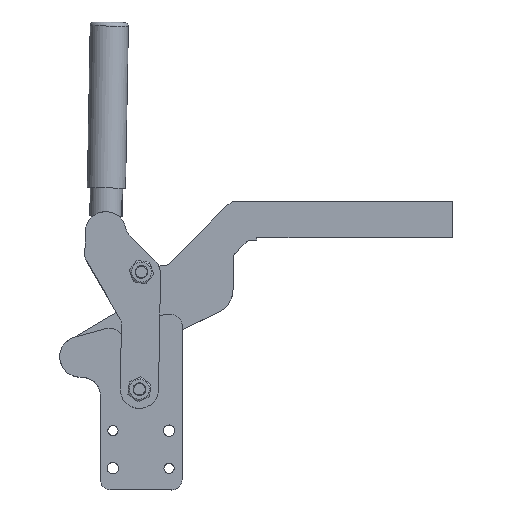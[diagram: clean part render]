
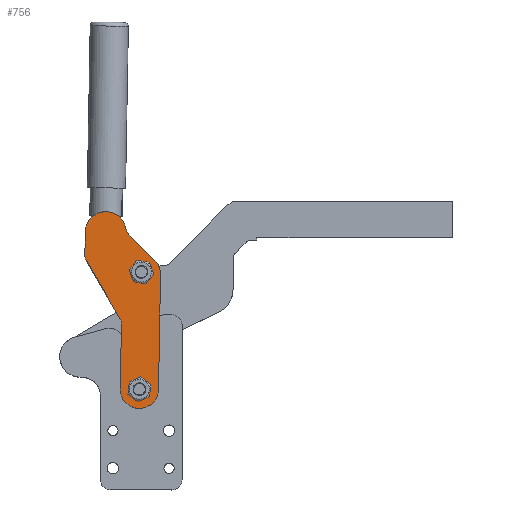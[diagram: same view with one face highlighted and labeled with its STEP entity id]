
A CAD part, top view. The second image highlights one B-rep face of the part: STEP entity #756.
In plain terms, the highlighted planar face has unit normal (0, 0, 1).
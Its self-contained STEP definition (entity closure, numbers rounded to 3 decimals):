
#550=AXIS2_PLACEMENT_3D('Circle Axis2P3D',#548,#549,$) ;
#576=AXIS2_PLACEMENT_3D('Circle Axis2P3D',#574,#575,$) ;
#591=AXIS2_PLACEMENT_3D('Plane Axis2P3D',#588,#589,#590) ;
#595=AXIS2_PLACEMENT_3D('Circle Axis2P3D',#593,#594,$) ;
#666=AXIS2_PLACEMENT_3D('Circle Axis2P3D',#664,#665,$) ;
#740=AXIS2_PLACEMENT_3D('Circle Axis2P3D',#738,#739,$) ;
#749=AXIS2_PLACEMENT_3D('Circle Axis2P3D',#747,#748,$) ;
#545=CARTESIAN_POINT('Vertex',(-14.805,629.585,69.55)) ;
#548=CARTESIAN_POINT('Axis2P3D Location',(-19.625,623.453,69.55)) ;
#552=CARTESIAN_POINT('Vertex',(-24.444,617.32,69.55)) ;
#574=CARTESIAN_POINT('Axis2P3D Location',(-19.625,623.453,69.55)) ;
#588=CARTESIAN_POINT('Axis2P3D Location',(-29.409,595.64,69.55)) ;
#593=CARTESIAN_POINT('Axis2P3D Location',(-45.352,582.398,69.55)) ;
#597=CARTESIAN_POINT('Vertex',(-35.353,582.222,69.55)) ;
#599=CARTESIAN_POINT('Vertex',(-36.699,587.412,69.55)) ;
#602=CARTESIAN_POINT('Line Origine',(-35.797,557.017,69.55)) ;
#606=CARTESIAN_POINT('Vertex',(-36.242,531.811,69.55)) ;
#610=CARTESIAN_POINT('Control Point',(-6.246,531.283,69.55)) ;
#611=CARTESIAN_POINT('Control Point',(-6.273,529.765,69.55)) ;
#612=CARTESIAN_POINT('Control Point',(-6.492,528.251,69.55)) ;
#613=CARTESIAN_POINT('Control Point',(-6.902,526.772,69.55)) ;
#614=CARTESIAN_POINT('Control Point',(-8.087,523.951,69.55)) ;
#615=CARTESIAN_POINT('Control Point',(-9.937,521.514,69.55)) ;
#616=CARTESIAN_POINT('Control Point',(-11.013,520.42,69.55)) ;
#617=CARTESIAN_POINT('Control Point',(-13.417,518.527,69.55)) ;
#618=CARTESIAN_POINT('Control Point',(-16.217,517.292,69.55)) ;
#619=CARTESIAN_POINT('Control Point',(-17.688,516.855,69.55)) ;
#620=CARTESIAN_POINT('Control Point',(-20.708,516.365,69.55)) ;
#621=CARTESIAN_POINT('Control Point',(-23.755,516.641,69.55)) ;
#622=CARTESIAN_POINT('Control Point',(-25.254,516.973,69.55)) ;
#623=CARTESIAN_POINT('Control Point',(-28.133,518.007,69.55)) ;
#624=CARTESIAN_POINT('Control Point',(-30.665,519.726,69.55)) ;
#625=CARTESIAN_POINT('Control Point',(-31.815,520.742,69.55)) ;
#626=CARTESIAN_POINT('Control Point',(-33.832,523.042,69.55)) ;
#627=CARTESIAN_POINT('Control Point',(-35.214,525.773,69.55)) ;
#628=CARTESIAN_POINT('Control Point',(-35.727,527.219,69.55)) ;
#629=CARTESIAN_POINT('Control Point',(-36.12,529.027,69.55)) ;
#630=CARTESIAN_POINT('Control Point',(-36.233,530.859,69.55)) ;
#631=CARTESIAN_POINT('Control Point',(-36.244,531.177,69.55)) ;
#632=CARTESIAN_POINT('Control Point',(-36.247,531.494,69.55)) ;
#633=CARTESIAN_POINT('Control Point',(-36.242,531.811,69.55)) ;
#634=CARTESIAN_POINT('Vertex',(-6.246,531.283,69.55)) ;
#637=CARTESIAN_POINT('Line Origine',(-5.452,576.353,69.55)) ;
#641=CARTESIAN_POINT('Vertex',(-4.658,621.422,69.55)) ;
#645=CARTESIAN_POINT('Control Point',(-9.029,632.273,69.55)) ;
#646=CARTESIAN_POINT('Control Point',(-7.958,631.198,69.55)) ;
#647=CARTESIAN_POINT('Control Point',(-7.022,629.987,69.55)) ;
#648=CARTESIAN_POINT('Control Point',(-6.246,628.663,69.55)) ;
#649=CARTESIAN_POINT('Control Point',(-5.295,626.435,69.55)) ;
#650=CARTESIAN_POINT('Control Point',(-4.807,624.075,69.55)) ;
#651=CARTESIAN_POINT('Control Point',(-4.692,623.194,69.55)) ;
#652=CARTESIAN_POINT('Control Point',(-4.642,622.308,69.55)) ;
#653=CARTESIAN_POINT('Control Point',(-4.658,621.422,69.55)) ;
#654=CARTESIAN_POINT('Vertex',(-9.029,632.273,69.55)) ;
#657=CARTESIAN_POINT('Line Origine',(-18.611,641.892,69.55)) ;
#661=CARTESIAN_POINT('Vertex',(-28.193,651.511,69.55)) ;
#664=CARTESIAN_POINT('Axis2P3D Location',(-17.566,662.097,69.55)) ;
#668=CARTESIAN_POINT('Vertex',(-32.155,658.606,69.55)) ;
#672=CARTESIAN_POINT('Control Point',(-63.713,655.164,69.55)) ;
#673=CARTESIAN_POINT('Control Point',(-63.685,656.732,69.55)) ;
#674=CARTESIAN_POINT('Control Point',(-63.466,658.296,69.55)) ;
#675=CARTESIAN_POINT('Control Point',(-63.055,659.825,69.55)) ;
#676=CARTESIAN_POINT('Control Point',(-61.866,662.752,69.55)) ;
#677=CARTESIAN_POINT('Control Point',(-60.007,665.305,69.55)) ;
#678=CARTESIAN_POINT('Control Point',(-58.925,666.462,69.55)) ;
#679=CARTESIAN_POINT('Control Point',(-56.499,668.485,69.55)) ;
#680=CARTESIAN_POINT('Control Point',(-53.657,669.863,69.55)) ;
#681=CARTESIAN_POINT('Control Point',(-52.158,670.374,69.55)) ;
#682=CARTESIAN_POINT('Control Point',(-49.065,671.018,69.55)) ;
#683=CARTESIAN_POINT('Control Point',(-45.909,670.897,69.55)) ;
#684=CARTESIAN_POINT('Control Point',(-44.346,670.642,69.55)) ;
#685=CARTESIAN_POINT('Control Point',(-41.314,669.756,69.55)) ;
#686=CARTESIAN_POINT('Control Point',(-38.586,668.163,69.55)) ;
#687=CARTESIAN_POINT('Control Point',(-37.327,667.203,69.55)) ;
#688=CARTESIAN_POINT('Control Point',(-35.185,665.108,69.55)) ;
#689=CARTESIAN_POINT('Control Point',(-33.583,662.581,69.55)) ;
#690=CARTESIAN_POINT('Control Point',(-32.96,661.306,69.55)) ;
#691=CARTESIAN_POINT('Control Point',(-32.482,659.974,69.55)) ;
#692=CARTESIAN_POINT('Control Point',(-32.155,658.606,69.55)) ;
#693=CARTESIAN_POINT('Vertex',(-63.713,655.164,69.55)) ;
#696=CARTESIAN_POINT('Line Origine',(-63.869,646.3,69.55)) ;
#700=CARTESIAN_POINT('Vertex',(-64.025,637.435,69.55)) ;
#704=CARTESIAN_POINT('Control Point',(-62.679,632.246,69.55)) ;
#705=CARTESIAN_POINT('Control Point',(-63.145,633.05,69.55)) ;
#706=CARTESIAN_POINT('Control Point',(-63.518,633.908,69.55)) ;
#707=CARTESIAN_POINT('Control Point',(-63.788,634.806,69.55)) ;
#708=CARTESIAN_POINT('Control Point',(-63.98,635.882,69.55)) ;
#709=CARTESIAN_POINT('Control Point',(-64.024,636.967,69.55)) ;
#710=CARTESIAN_POINT('Control Point',(-64.028,637.123,69.55)) ;
#711=CARTESIAN_POINT('Control Point',(-64.028,637.279,69.55)) ;
#712=CARTESIAN_POINT('Control Point',(-64.025,637.435,69.55)) ;
#713=CARTESIAN_POINT('Vertex',(-62.679,632.246,69.55)) ;
#716=CARTESIAN_POINT('Line Origine',(-49.689,609.829,69.55)) ;
#738=CARTESIAN_POINT('Axis2P3D Location',(-21.244,531.547,69.55)) ;
#742=CARTESIAN_POINT('Vertex',(-22.15,523.8,69.55)) ;
#744=CARTESIAN_POINT('Vertex',(-20.338,539.294,69.55)) ;
#747=CARTESIAN_POINT('Axis2P3D Location',(-21.244,531.547,69.55)) ;
#549=DIRECTION('Axis2P3D Direction',(0.,0.,1.)) ;
#575=DIRECTION('Axis2P3D Direction',(0.,0.,1.)) ;
#589=DIRECTION('Axis2P3D Direction',(-0.,0.,1.)) ;
#590=DIRECTION('Axis2P3D XDirection',(1.,-0.018,0.)) ;
#594=DIRECTION('Axis2P3D Direction',(-0.,0.,1.)) ;
#603=DIRECTION('Vector Direction',(0.018,1.,0.)) ;
#638=DIRECTION('Vector Direction',(-0.018,-1.,0.)) ;
#658=DIRECTION('Vector Direction',(0.706,-0.708,0.)) ;
#665=DIRECTION('Axis2P3D Direction',(-0.,0.,1.)) ;
#697=DIRECTION('Vector Direction',(0.018,1.,0.)) ;
#717=DIRECTION('Vector Direction',(-0.501,0.865,0.)) ;
#739=DIRECTION('Axis2P3D Direction',(-0.,0.,1.)) ;
#748=DIRECTION('Axis2P3D Direction',(-0.,0.,1.)) ;
#604=VECTOR('Line Direction',#603,1.) ;
#639=VECTOR('Line Direction',#638,1.) ;
#659=VECTOR('Line Direction',#658,1.) ;
#698=VECTOR('Line Direction',#697,1.) ;
#718=VECTOR('Line Direction',#717,1.) ;
#722=ORIENTED_EDGE('',*,*,#601,.F.) ;
#723=ORIENTED_EDGE('',*,*,#608,.F.) ;
#724=ORIENTED_EDGE('',*,*,#636,.F.) ;
#725=ORIENTED_EDGE('',*,*,#643,.F.) ;
#726=ORIENTED_EDGE('',*,*,#656,.F.) ;
#727=ORIENTED_EDGE('',*,*,#663,.F.) ;
#728=ORIENTED_EDGE('',*,*,#670,.F.) ;
#729=ORIENTED_EDGE('',*,*,#695,.F.) ;
#730=ORIENTED_EDGE('',*,*,#702,.F.) ;
#731=ORIENTED_EDGE('',*,*,#715,.F.) ;
#732=ORIENTED_EDGE('',*,*,#720,.F.) ;
#735=ORIENTED_EDGE('',*,*,#554,.F.) ;
#736=ORIENTED_EDGE('',*,*,#578,.F.) ;
#753=ORIENTED_EDGE('',*,*,#746,.F.) ;
#754=ORIENTED_EDGE('',*,*,#751,.F.) ;
#737=FACE_BOUND('',#734,.T.) ;
#755=FACE_BOUND('',#752,.T.) ;
#756=ADVANCED_FACE('MODULSPANNER_TS_V_HD_2500_BW20_1_181_357841',(#733,#737,#755),#592,.T.) ;
#609=B_SPLINE_CURVE_WITH_KNOTS('',5,(#610,#611,#612,#613,#614,#615,#616,#617,#618,#619,#620,#621,#622,#623,#624,#625,#626,#627,#628,#629,#630,#631,#632,#633),.UNSPECIFIED.,.F.,.U.,(6,3,3,3,3,3,3,6),(0.,10.733,21.466,32.199,42.932,53.665,64.398,66.642),.UNSPECIFIED.) ;
#644=B_SPLINE_CURVE_WITH_KNOTS('',5,(#645,#646,#647,#648,#649,#650,#651,#652,#653),.UNSPECIFIED.,.F.,.U.,(6,3,6),(0.,10.733,16.994),.UNSPECIFIED.) ;
#671=B_SPLINE_CURVE_WITH_KNOTS('',5,(#672,#673,#674,#675,#676,#677,#678,#679,#680,#681,#682,#683,#684,#685,#686,#687,#688,#689,#690,#691,#692),.UNSPECIFIED.,.F.,.U.,(6,3,3,3,3,3,6),(0.,11.085,22.17,33.255,44.34,55.425,65.372),.UNSPECIFIED.) ;
#703=B_SPLINE_CURVE_WITH_KNOTS('',5,(#704,#705,#706,#707,#708,#709,#710,#711,#712),.UNSPECIFIED.,.F.,.U.,(6,3,6),(0.,6.573,7.676),.UNSPECIFIED.) ;
#551=CIRCLE('generated circle',#550,7.8) ;
#577=CIRCLE('generated circle',#576,7.8) ;
#596=CIRCLE('generated circle',#595,10.) ;
#667=CIRCLE('generated circle',#666,15.) ;
#741=CIRCLE('generated circle',#740,7.8) ;
#750=CIRCLE('generated circle',#749,7.8) ;
#554=EDGE_CURVE('',#546,#553,#551,.T.) ;
#578=EDGE_CURVE('',#553,#546,#577,.T.) ;
#601=EDGE_CURVE('',#598,#600,#596,.T.) ;
#608=EDGE_CURVE('',#607,#598,#605,.T.) ;
#636=EDGE_CURVE('',#635,#607,#609,.T.) ;
#643=EDGE_CURVE('',#642,#635,#640,.T.) ;
#656=EDGE_CURVE('',#655,#642,#644,.T.) ;
#663=EDGE_CURVE('',#662,#655,#660,.T.) ;
#670=EDGE_CURVE('',#669,#662,#667,.T.) ;
#695=EDGE_CURVE('',#694,#669,#671,.T.) ;
#702=EDGE_CURVE('',#701,#694,#699,.T.) ;
#715=EDGE_CURVE('',#714,#701,#703,.T.) ;
#720=EDGE_CURVE('',#600,#714,#719,.T.) ;
#746=EDGE_CURVE('',#743,#745,#741,.T.) ;
#751=EDGE_CURVE('',#745,#743,#750,.T.) ;
#721=EDGE_LOOP('',(#722,#723,#724,#725,#726,#727,#728,#729,#730,#731,#732)) ;
#734=EDGE_LOOP('',(#735,#736)) ;
#752=EDGE_LOOP('',(#753,#754)) ;
#733=FACE_OUTER_BOUND('',#721,.T.) ;
#605=LINE('Line',#602,#604) ;
#640=LINE('Line',#637,#639) ;
#660=LINE('Line',#657,#659) ;
#699=LINE('Line',#696,#698) ;
#719=LINE('Line',#716,#718) ;
#592=PLANE('Plane',#591) ;
#546=VERTEX_POINT('',#545) ;
#553=VERTEX_POINT('',#552) ;
#598=VERTEX_POINT('',#597) ;
#600=VERTEX_POINT('',#599) ;
#607=VERTEX_POINT('',#606) ;
#635=VERTEX_POINT('',#634) ;
#642=VERTEX_POINT('',#641) ;
#655=VERTEX_POINT('',#654) ;
#662=VERTEX_POINT('',#661) ;
#669=VERTEX_POINT('',#668) ;
#694=VERTEX_POINT('',#693) ;
#701=VERTEX_POINT('',#700) ;
#714=VERTEX_POINT('',#713) ;
#743=VERTEX_POINT('',#742) ;
#745=VERTEX_POINT('',#744) ;
